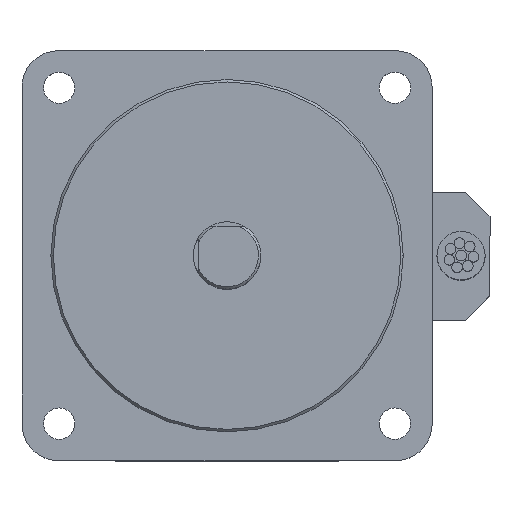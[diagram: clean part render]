
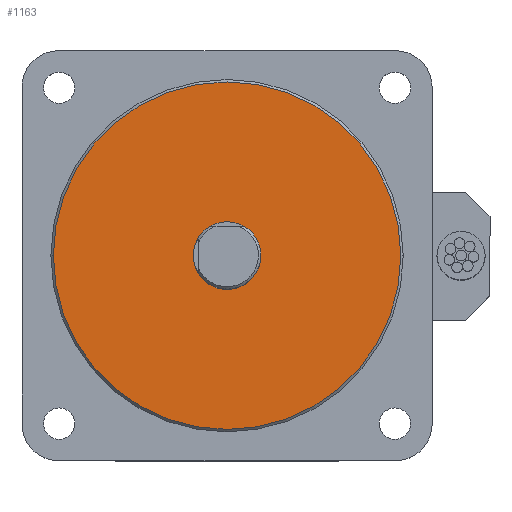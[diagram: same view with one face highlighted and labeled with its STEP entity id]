
A CAD part, top view. The second image highlights one B-rep face of the part: STEP entity #1163.
In plain terms, the highlighted planar face has unit normal (0, 0, 1).
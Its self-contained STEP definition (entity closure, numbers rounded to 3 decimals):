
#174 = EDGE_CURVE ( 'NONE', #2147, #558, #1810, .T. ) ;
#178 = EDGE_CURVE ( 'NONE', #568, #2154, #1778, .T. ) ;
#385 = EDGE_CURVE ( 'NONE', #558, #2147, #1714, .T. ) ;
#419 = EDGE_CURVE ( 'NONE', #2154, #568, #1725, .T. ) ;
#558 = VERTEX_POINT ( 'NONE', #1875 ) ;
#568 = VERTEX_POINT ( 'NONE', #1958 ) ;
#596 = DIRECTION ( 'NONE',  ( 0., 0., 1. ) ) ;
#597 = DIRECTION ( 'NONE',  ( 1., 0., 0. ) ) ;
#606 = CARTESIAN_POINT ( 'NONE',  ( 0., 0., 77. ) ) ;
#611 = DIRECTION ( 'NONE',  ( 1., 0., 0. ) ) ;
#614 = CARTESIAN_POINT ( 'NONE',  ( 0., 0., 77. ) ) ;
#628 = DIRECTION ( 'NONE',  ( 0., 0., 1. ) ) ;
#933 = DIRECTION ( 'NONE',  ( 1., 0., 0. ) ) ;
#934 = DIRECTION ( 'NONE',  ( 0., 0., 1. ) ) ;
#935 = CARTESIAN_POINT ( 'NONE',  ( 0., 0., 77. ) ) ;
#1058 = EDGE_LOOP ( 'NONE', ( #1991, #1996 ) ) ;
#1059 = EDGE_LOOP ( 'NONE', ( #1992, #1994 ) ) ;
#1163 = ADVANCED_FACE ( 'NONE', ( #2422, #2423 ), #1285, .T. ) ;
#1285 = PLANE ( 'NONE',  #2749 ) ;
#1286 = CARTESIAN_POINT ( 'NONE',  ( 0., 0., 77. ) ) ;
#1287 = DIRECTION ( 'NONE',  ( 0., 0., 1. ) ) ;
#1288 = DIRECTION ( 'NONE',  ( 1., 0., 0. ) ) ;
#1483 = CARTESIAN_POINT ( 'NONE',  ( -7., 0., 77. ) ) ;
#1490 = CARTESIAN_POINT ( 'NONE',  ( 36.012, 0., 77. ) ) ;
#1609 = AXIS2_PLACEMENT_3D ( 'NONE', #2789, #2790, #2791 ) ;
#1714 = CIRCLE ( 'NONE', #1609, 7. ) ;
#1725 = CIRCLE ( 'NONE', #1730, 36.012 ) ;
#1727 = AXIS2_PLACEMENT_3D ( 'NONE', #606, #628, #611 ) ;
#1730 = AXIS2_PLACEMENT_3D ( 'NONE', #935, #934, #933 ) ;
#1740 = AXIS2_PLACEMENT_3D ( 'NONE', #614, #596, #597 ) ;
#1778 = CIRCLE ( 'NONE', #1727, 36.012 ) ;
#1810 = CIRCLE ( 'NONE', #1740, 7. ) ;
#1875 = CARTESIAN_POINT ( 'NONE',  ( 7., 0., 77. ) ) ;
#1958 = CARTESIAN_POINT ( 'NONE',  ( -36.012, 0., 77. ) ) ;
#1991 = ORIENTED_EDGE ( 'NONE', *, *, #174, .F. ) ;
#1992 = ORIENTED_EDGE ( 'NONE', *, *, #178, .T. ) ;
#1994 = ORIENTED_EDGE ( 'NONE', *, *, #419, .T. ) ;
#1996 = ORIENTED_EDGE ( 'NONE', *, *, #385, .F. ) ;
#2147 = VERTEX_POINT ( 'NONE', #1483 ) ;
#2154 = VERTEX_POINT ( 'NONE', #1490 ) ;
#2422 = FACE_OUTER_BOUND ( 'NONE', #1059, .T. ) ;
#2423 = FACE_BOUND ( 'NONE', #1058, .T. ) ;
#2749 = AXIS2_PLACEMENT_3D ( 'NONE', #1286, #1287, #1288 ) ;
#2789 = CARTESIAN_POINT ( 'NONE',  ( 0., 0., 77. ) ) ;
#2790 = DIRECTION ( 'NONE',  ( 0., 0., 1. ) ) ;
#2791 = DIRECTION ( 'NONE',  ( 1., 0., 0. ) ) ;
